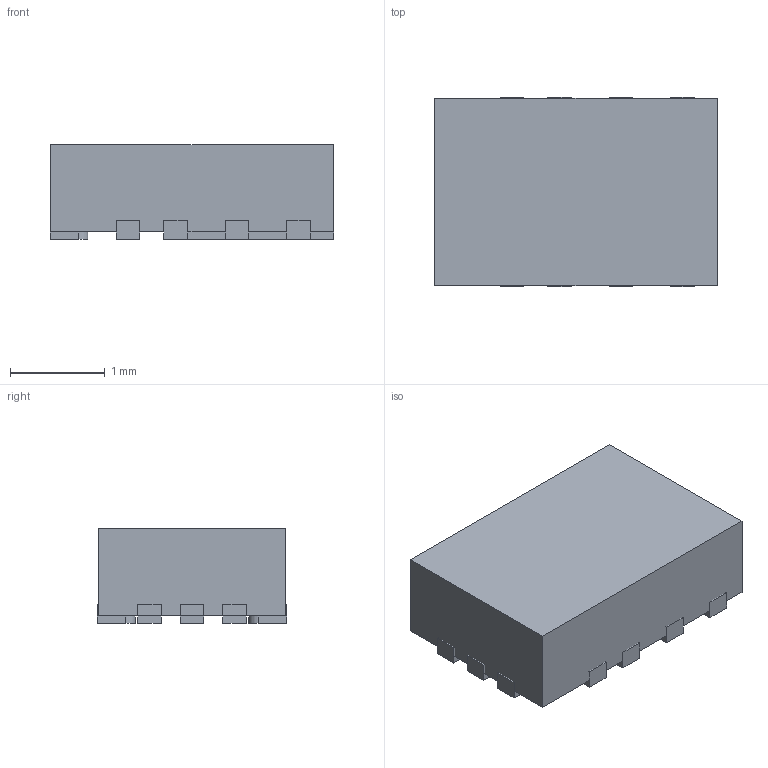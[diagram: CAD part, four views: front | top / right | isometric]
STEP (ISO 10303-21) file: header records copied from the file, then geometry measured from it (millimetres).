
FILE_DESCRIPTION(/* description */ (''),/* implementation_level */ '2;1');
FILE_NAME(/* name */ 'rnx0012b.step',/* time_stamp */ '2024-10-29T11:57:13-07:00',/* author */ (''),/* organization */ (''),/* preprocessor_version */ 'ST-DEVELOPER v20',/* originating_system */ 'Autodesk Translation Framework v13.20.0.188',/* authorisation */ '');
FILE_SCHEMA (('AUTOMOTIVE_DESIGN { 1 0 10303 214 3 1 1 }'));
Length unit declared in the file: millimetre
Products named in the file (1): lmr33620
Bounding box: 3 x 2 x 1 mm (x, y, z)
Volume: 5.7 mm3; surface area: 27.3 mm2
Topology: 13 solids, 13 shells, 98 faces, 216 edges, 144 vertices
Faces by surface type: plane 78, cylinder 20
Entity records: 2715 total; most frequent: CARTESIAN_POINT 459, DIRECTION 454, ORIENTED_EDGE 432, EDGE_CURVE 216, LINE 176, VECTOR 176, VERTEX_POINT 144, AXIS2_PLACEMENT_3D 139
